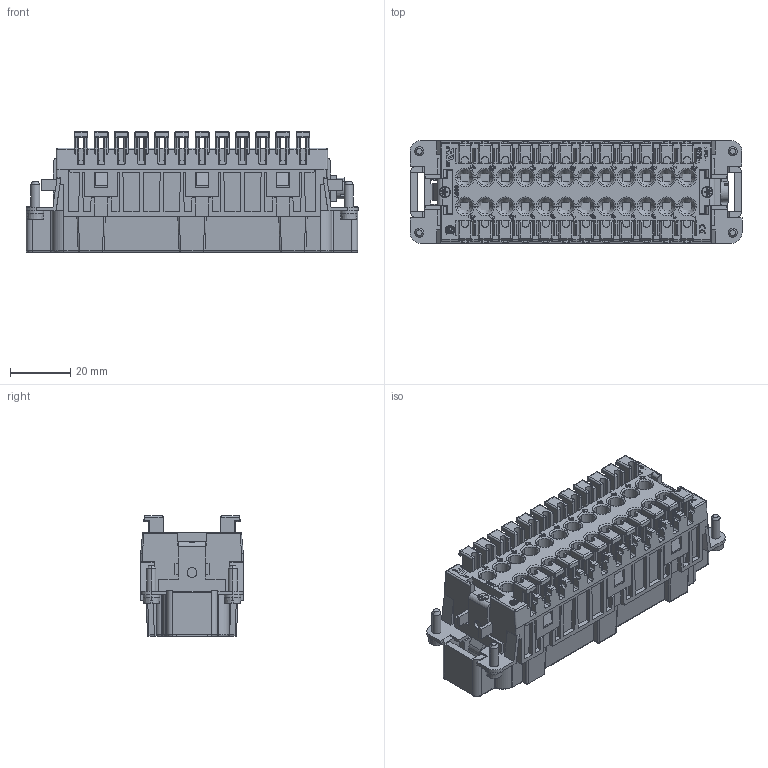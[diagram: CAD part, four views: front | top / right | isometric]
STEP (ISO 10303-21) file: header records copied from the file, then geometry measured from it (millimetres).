
FILE_DESCRIPTION(('Creo Elements/Direct Modeling STEP Export'),'2;1');
FILE_NAME('0ln7uvk5aj4nbf81164','2021-05-06T 9:29:27',(''),(''),'Creo Elements/Direct Modeling STEP processor for AP214 (Solid Model)','Creo Elements/Direct Modeling 20.1B 02-Apr-2019 (C) Parametric Technology GmbH','');
FILE_SCHEMA(('AUTOMOTIVE_DESIGN { 1 0 10303 214 1 1 1 1 }'));
Products named in the file (2): RSHM_24
Assembly tree (1 placements, depth 2):
  RSHM_24
    RSHM_24
Bounding box: 110.2 x 34 x 40.1 mm (x, y, z)
Volume: 71428.7 mm3; surface area: 34716.5 mm2
Topology: 1 solids, 1 shells, 2918 faces, 11616 edges, 8880 vertices
Faces by surface type: plane 1691, cylinder 740, cone 208, bspline 144, torus 119, sphere 16
Entity records: 149455 total; most frequent: CARTESIAN_POINT 43045, ORIENTED_EDGE 23104, DIRECTION 16443, EDGE_CURVE 11552, VERTEX_POINT 8880, VECTOR 8781, LINE 8781, AXIS2_PLACEMENT_3D 3831
